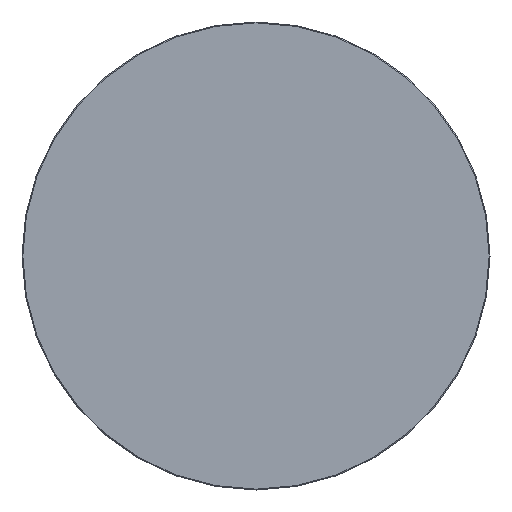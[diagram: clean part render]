
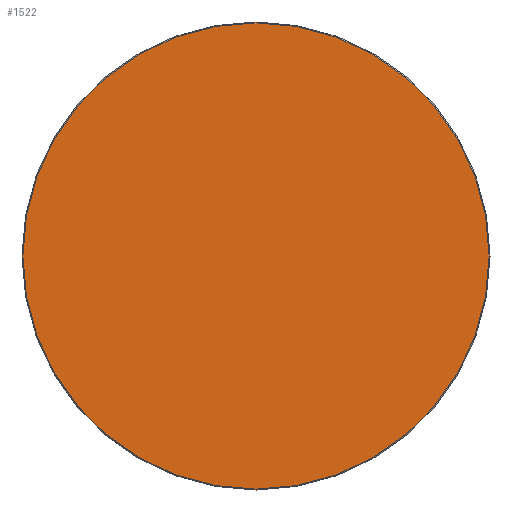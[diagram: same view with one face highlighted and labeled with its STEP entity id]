
A CAD part, left-side view. The second image highlights one B-rep face of the part: STEP entity #1522.
In plain terms, the highlighted planar face has unit normal (-1, 0, 0).
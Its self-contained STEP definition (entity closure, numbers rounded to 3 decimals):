
#167 = DIRECTION ( 'NONE',  ( 0., 0., 1. ) ) ;
#196 = CIRCLE ( 'NONE', #1884, 79.7 ) ;
#206 = EDGE_LOOP ( 'NONE', ( #633, #344 ) ) ;
#223 = VERTEX_POINT ( 'NONE', #273 ) ;
#264 = DIRECTION ( 'NONE',  ( 0., 0., 1. ) ) ;
#273 = CARTESIAN_POINT ( 'NONE',  ( 0., 0., 79.7 ) ) ;
#344 = ORIENTED_EDGE ( 'NONE', *, *, #1670, .T. ) ;
#492 = CARTESIAN_POINT ( 'NONE',  ( 0., 0., 0. ) ) ;
#494 = DIRECTION ( 'NONE',  ( 0., 0., -1. ) ) ;
#537 = VERTEX_POINT ( 'NONE', #1365 ) ;
#633 = ORIENTED_EDGE ( 'NONE', *, *, #1225, .T. ) ;
#634 = CARTESIAN_POINT ( 'NONE',  ( 0., 0., 0. ) ) ;
#908 = FACE_OUTER_BOUND ( 'NONE', #206, .T. ) ;
#1004 = AXIS2_PLACEMENT_3D ( 'NONE', #492, #1332, #494 ) ;
#1075 = PLANE ( 'NONE',  #1004 ) ;
#1130 = CARTESIAN_POINT ( 'NONE',  ( 0., 0., 0. ) ) ;
#1225 = EDGE_CURVE ( 'NONE', #537, #223, #1300, .T. ) ;
#1274 = DIRECTION ( 'NONE',  ( -1., 0., 0. ) ) ;
#1300 = CIRCLE ( 'NONE', #1674, 79.7 ) ;
#1332 = DIRECTION ( 'NONE',  ( 1., 0., 0. ) ) ;
#1365 = CARTESIAN_POINT ( 'NONE',  ( 0., 0., -79.7 ) ) ;
#1522 = ADVANCED_FACE ( 'NONE', ( #908 ), #1075, .F. ) ;
#1670 = EDGE_CURVE ( 'NONE', #223, #537, #196, .T. ) ;
#1674 = AXIS2_PLACEMENT_3D ( 'NONE', #1130, #1274, #264 ) ;
#1785 = DIRECTION ( 'NONE',  ( -1., 0., 0. ) ) ;
#1884 = AXIS2_PLACEMENT_3D ( 'NONE', #634, #1785, #167 ) ;
